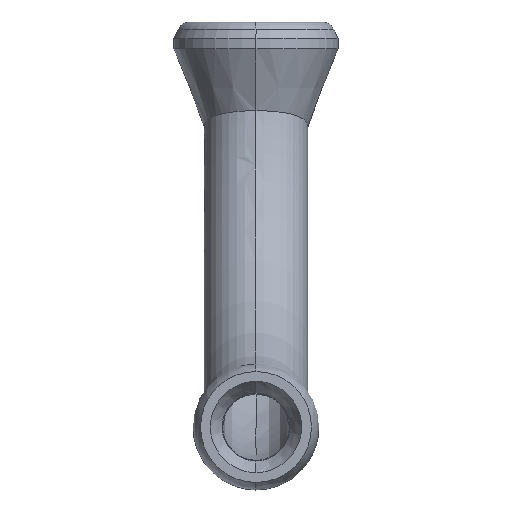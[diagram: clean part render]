
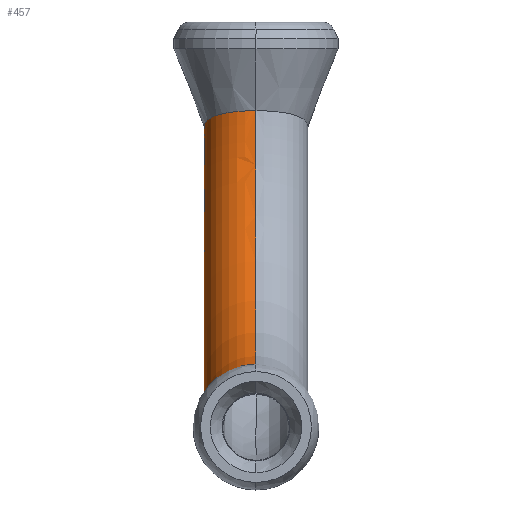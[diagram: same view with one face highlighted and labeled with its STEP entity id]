
A CAD part, left-side view. The second image highlights one B-rep face of the part: STEP entity #457.
In plain terms, the highlighted toroidal (fillet/blend) face has major radius 37.312 mm and minor radius 5.037 mm.
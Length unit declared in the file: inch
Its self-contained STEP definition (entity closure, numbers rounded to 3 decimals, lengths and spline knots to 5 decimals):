
#338 = VERTEX_POINT ( 'NONE', #1567 ) ;
#339 = ORIENTED_EDGE ( 'NONE', *, *, #340, .T. ) ;
#340 = EDGE_CURVE ( 'NONE', #461, #341, #1566, .T. ) ;
#341 = VERTEX_POINT ( 'NONE', #1561 ) ;
#342 = ORIENTED_EDGE ( 'NONE', *, *, #343, .F. ) ;
#343 = EDGE_CURVE ( 'NONE', #344, #341, #1560, .T. ) ;
#344 = VERTEX_POINT ( 'NONE', #1555 ) ;
#345 = ORIENTED_EDGE ( 'NONE', *, *, #346, .F. ) ;
#346 = EDGE_CURVE ( 'NONE', #347, #344, #1553, .T. ) ;
#347 = VERTEX_POINT ( 'NONE', #1554 ) ;
#348 = ORIENTED_EDGE ( 'NONE', *, *, #349, .F. ) ;
#349 = EDGE_CURVE ( 'NONE', #350, #347, #1604, .T. ) ;
#350 = VERTEX_POINT ( 'NONE', #1605 ) ;
#351 = ORIENTED_EDGE ( 'NONE', *, *, #352, .F. ) ;
#352 = EDGE_CURVE ( 'NONE', #338, #350, #1736, .T. ) ;
#457 = ADVANCED_FACE ( 'NONE', ( #1449 ), #1448, .T. ) ;
#458 = EDGE_LOOP ( 'NONE', ( #459, #339, #342, #345, #348, #351 ) ) ;
#459 = ORIENTED_EDGE ( 'NONE', *, *, #460, .F. ) ;
#460 = EDGE_CURVE ( 'NONE', #461, #338, #1466, .T. ) ;
#461 = VERTEX_POINT ( 'NONE', #1465 ) ;
#1434 = CARTESIAN_POINT ( 'NONE',  ( 0.03329, 0.01998, -0.71325 ) ) ;
#1445 = DIRECTION ( 'NONE',  ( 0., 1., 0. ) ) ;
#1446 = CARTESIAN_POINT ( 'NONE',  ( -1.48172, 0., -0.01949 ) ) ;
#1447 = AXIS2_PLACEMENT_3D ( 'NONE', #1446, #1445, #1467 ) ;
#1448 = TOROIDAL_SURFACE ( 'NONE', #1447, 1.46899, 0.19831 ) ;
#1449 = FACE_OUTER_BOUND ( 'NONE', #458, .T. ) ;
#1458 = CARTESIAN_POINT ( 'NONE',  ( 0.03483, 0.01353, -0.71145 ) ) ;
#1459 = CARTESIAN_POINT ( 'NONE',  ( 0.03566, 0.0068, -0.71048 ) ) ;
#1460 = CARTESIAN_POINT ( 'NONE',  ( 0.03566, 0., -0.71048 ) ) ;
#1465 = CARTESIAN_POINT ( 'NONE',  ( 0.03566, 0., -0.71048 ) ) ;
#1466 = B_SPLINE_CURVE_WITH_KNOTS ( 'NONE', 3,
 ( #1460, #1459, #1458, #1434 ),
 .UNSPECIFIED., .F., .F.,
 ( 4, 4 ),
 ( 0.00052, 0.00104 ),
 .UNSPECIFIED. ) ;
#1467 = DIRECTION ( 'NONE',  ( 0., 0., 1. ) ) ;
#1549 = DIRECTION ( 'NONE',  ( 0., 0., 1. ) ) ;
#1550 = DIRECTION ( 'NONE',  ( 0., 1., 0. ) ) ;
#1551 = CARTESIAN_POINT ( 'NONE',  ( -1.48172, 0., -0.01949 ) ) ;
#1552 = AXIS2_PLACEMENT_3D ( 'NONE', #1551, #1550, #1549 ) ;
#1553 = CIRCLE ( 'NONE', #1552, 1.27068 ) ;
#1554 = CARTESIAN_POINT ( 'NONE',  ( -0.23723, 0., -0.27613 ) ) ;
#1555 = CARTESIAN_POINT ( 'NONE',  ( -1.48172, 0., -1.29017 ) ) ;
#1556 = DIRECTION ( 'NONE',  ( 0., 0., 1. ) ) ;
#1557 = DIRECTION ( 'NONE',  ( -1., 0., 0. ) ) ;
#1558 = CARTESIAN_POINT ( 'NONE',  ( -1.48172, 0., -1.48848 ) ) ;
#1559 = AXIS2_PLACEMENT_3D ( 'NONE', #1558, #1557, #1556 ) ;
#1560 = CIRCLE ( 'NONE', #1559, 0.19831 ) ;
#1561 = CARTESIAN_POINT ( 'NONE',  ( -1.48172, 0., -1.6868 ) ) ;
#1562 = DIRECTION ( 'NONE',  ( 0., 0., 1. ) ) ;
#1563 = DIRECTION ( 'NONE',  ( 0., 1., 0. ) ) ;
#1564 = CARTESIAN_POINT ( 'NONE',  ( -1.48172, 0., -0.01949 ) ) ;
#1565 = AXIS2_PLACEMENT_3D ( 'NONE', #1564, #1563, #1562 ) ;
#1566 = CIRCLE ( 'NONE', #1565, 1.66731 ) ;
#1567 = CARTESIAN_POINT ( 'NONE',  ( 0.03329, 0.01998, -0.71325 ) ) ;
#1590 = CARTESIAN_POINT ( 'NONE',  ( 0.07244, 0.14122, -0.43346 ) ) ;
#1591 = CARTESIAN_POINT ( 'NONE',  ( 0.07772, 0.13291, -0.4444 ) ) ;
#1592 = CARTESIAN_POINT ( 'NONE',  ( 0.07999, 0.12871, -0.45002 ) ) ;
#1593 = CARTESIAN_POINT ( 'NONE',  ( 0.0838, 0.1203, -0.46159 ) ) ;
#1594 = CARTESIAN_POINT ( 'NONE',  ( 0.08535, 0.11607, -0.46759 ) ) ;
#1595 = CARTESIAN_POINT ( 'NONE',  ( 0.08887, 0.1037, -0.48584 ) ) ;
#1596 = CARTESIAN_POINT ( 'NONE',  ( 0.08974, 0.09591, -0.49834 ) ) ;
#1597 = CARTESIAN_POINT ( 'NONE',  ( 0.0891, 0.08167, -0.52425 ) ) ;
#1598 = CARTESIAN_POINT ( 'NONE',  ( 0.08754, 0.07521, -0.53778 ) ) ;
#1599 = CARTESIAN_POINT ( 'NONE',  ( 0.08267, 0.06444, -0.56474 ) ) ;
#1600 = CARTESIAN_POINT ( 'NONE',  ( 0.07936, 0.06006, -0.5783 ) ) ;
#1601 = CARTESIAN_POINT ( 'NONE',  ( 0.07153, 0.05309, -0.60563 ) ) ;
#1602 = CARTESIAN_POINT ( 'NONE',  ( 0.06699, 0.0505, -0.6194 ) ) ;
#1603 = CARTESIAN_POINT ( 'NONE',  ( 0.06203, 0.04851, -0.63324 ) ) ;
#1604 = B_SPLINE_CURVE_WITH_KNOTS ( 'NONE', 3,
 ( #1603, #1602, #1601, #1600, #1599, #1598, #1597, #1596, #1595, #1594, #1593, #1592, #1591, #1590, #1774, #1773, #1772, #1771, #1770, #1769, #1768, #1767, #1766, #1765, #1764, #1763, #1762, #1761, #1760, #1759, #1758, #1757, #1756, #1755, #1754, #1753, #1752, #1751, #1750, #1749, #1748, #1747, #1746, #1745, #1744, #1743, #1742, #1741, #1740, #1739 ),
 .UNSPECIFIED., .F., .F.,
 ( 4, 2, 2, 2, 2, 2, 2, 2, 2, 2, 2, 2, 2, 2, 2, 2, 2, 2, 2, 2, 2, 2, 2, 2, 4 ),
 ( 0., 0.00111, 0.00223, 0.00334, 0.00446, 0.00501, 0.00557, 0.00613, 0.00668, 0.0078, 0.00835, 0.00891, 0.00947, 0.01003, 0.01114, 0.0117, 0.01225, 0.01281, 0.01337, 0.01448, 0.01504, 0.0156, 0.01615, 0.01671, 0.01782 ),
 .UNSPECIFIED. ) ;
#1605 = CARTESIAN_POINT ( 'NONE',  ( 0.06203, 0.04851, -0.63324 ) ) ;
#1661 = CARTESIAN_POINT ( 'NONE',  ( 0.06203, 0.04851, -0.63324 ) ) ;
#1662 = CARTESIAN_POINT ( 'NONE',  ( 0.054, 0.03851, -0.66027 ) ) ;
#1663 = CARTESIAN_POINT ( 'NONE',  ( 0.04428, 0.02921, -0.687 ) ) ;
#1664 = CARTESIAN_POINT ( 'NONE',  ( 0.03329, 0.01998, -0.71325 ) ) ;
#1736 = B_SPLINE_CURVE_WITH_KNOTS ( 'NONE', 3,
 ( #1664, #1663, #1662, #1661 ),
 .UNSPECIFIED., .F., .F.,
 ( 4, 4 ),
 ( 0., 0.00228 ),
 .UNSPECIFIED. ) ;
#1739 = CARTESIAN_POINT ( 'NONE',  ( -0.23723, 0., -0.27613 ) ) ;
#1740 = CARTESIAN_POINT ( 'NONE',  ( -0.23723, 0.01485, -0.27613 ) ) ;
#1741 = CARTESIAN_POINT ( 'NONE',  ( -0.23563, 0.02952, -0.27651 ) ) ;
#1742 = CARTESIAN_POINT ( 'NONE',  ( -0.23082, 0.05125, -0.27769 ) ) ;
#1743 = CARTESIAN_POINT ( 'NONE',  ( -0.2288, 0.05847, -0.27818 ) ) ;
#1744 = CARTESIAN_POINT ( 'NONE',  ( -0.22404, 0.07249, -0.27936 ) ) ;
#1745 = CARTESIAN_POINT ( 'NONE',  ( -0.22129, 0.07932, -0.28005 ) ) ;
#1746 = CARTESIAN_POINT ( 'NONE',  ( -0.21508, 0.09262, -0.28161 ) ) ;
#1747 = CARTESIAN_POINT ( 'NONE',  ( -0.21162, 0.09909, -0.2825 ) ) ;
#1748 = CARTESIAN_POINT ( 'NONE',  ( -0.20397, 0.11167, -0.28448 ) ) ;
#1749 = CARTESIAN_POINT ( 'NONE',  ( -0.19976, 0.11781, -0.28558 ) ) ;
#1750 = CARTESIAN_POINT ( 'NONE',  ( -0.18633, 0.13522, -0.28916 ) ) ;
#1751 = CARTESIAN_POINT ( 'NONE',  ( -0.17626, 0.14565, -0.29193 ) ) ;
#1752 = CARTESIAN_POINT ( 'NONE',  ( -0.15951, 0.15955, -0.29677 ) ) ;
#1753 = CARTESIAN_POINT ( 'NONE',  ( -0.15363, 0.16389, -0.29851 ) ) ;
#1754 = CARTESIAN_POINT ( 'NONE',  ( -0.14159, 0.17178, -0.30218 ) ) ;
#1755 = CARTESIAN_POINT ( 'NONE',  ( -0.13541, 0.17535, -0.30411 ) ) ;
#1756 = CARTESIAN_POINT ( 'NONE',  ( -0.12275, 0.18175, -0.30821 ) ) ;
#1757 = CARTESIAN_POINT ( 'NONE',  ( -0.11627, 0.18458, -0.31037 ) ) ;
#1758 = CARTESIAN_POINT ( 'NONE',  ( -0.103, 0.18949, -0.31497 ) ) ;
#1759 = CARTESIAN_POINT ( 'NONE',  ( -0.0962, 0.19157, -0.31741 ) ) ;
#1760 = CARTESIAN_POINT ( 'NONE',  ( -0.07588, 0.19653, -0.32502 ) ) ;
#1761 = CARTESIAN_POINT ( 'NONE',  ( -0.06228, 0.19821, -0.33053 ) ) ;
#1762 = CARTESIAN_POINT ( 'NONE',  ( -0.04194, 0.19836, -0.33974 ) ) ;
#1763 = CARTESIAN_POINT ( 'NONE',  ( -0.03517, 0.198, -0.34297 ) ) ;
#1764 = CARTESIAN_POINT ( 'NONE',  ( -0.02201, 0.19652, -0.34964 ) ) ;
#1765 = CARTESIAN_POINT ( 'NONE',  ( -0.01558, 0.1954, -0.35311 ) ) ;
#1766 = CARTESIAN_POINT ( 'NONE',  ( -0.00306, 0.19243, -0.36034 ) ) ;
#1767 = CARTESIAN_POINT ( 'NONE',  ( 0.00305, 0.19059, -0.3641 ) ) ;
#1768 = CARTESIAN_POINT ( 'NONE',  ( 0.01489, 0.18621, -0.37201 ) ) ;
#1769 = CARTESIAN_POINT ( 'NONE',  ( 0.02062, 0.18367, -0.37615 ) ) ;
#1770 = CARTESIAN_POINT ( 'NONE',  ( 0.03677, 0.17528, -0.38888 ) ) ;
#1771 = CARTESIAN_POINT ( 'NONE',  ( 0.04633, 0.1686, -0.3979 ) ) ;
#1772 = CARTESIAN_POINT ( 'NONE',  ( 0.05878, 0.15735, -0.41261 ) ) ;
#1773 = CARTESIAN_POINT ( 'NONE',  ( 0.06261, 0.15339, -0.41773 ) ) ;
#1774 = CARTESIAN_POINT ( 'NONE',  ( 0.06942, 0.14534, -0.42813 ) ) ;
